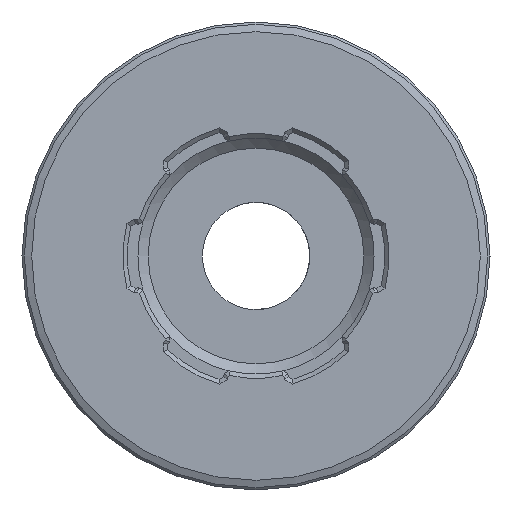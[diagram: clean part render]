
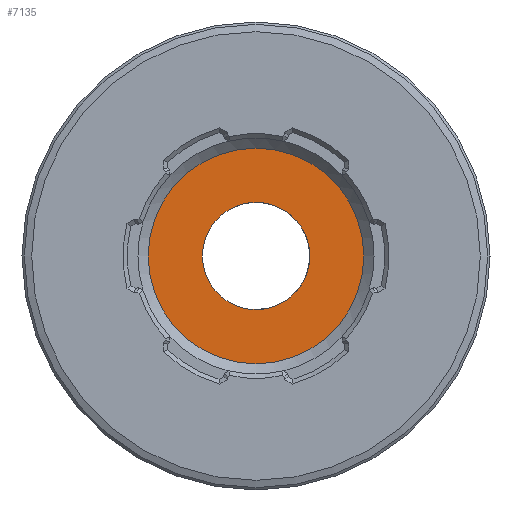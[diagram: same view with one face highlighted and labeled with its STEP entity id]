
A CAD part, left-side view. The second image highlights one B-rep face of the part: STEP entity #7135.
In plain terms, the highlighted planar face has unit normal (-1, 0, 0).
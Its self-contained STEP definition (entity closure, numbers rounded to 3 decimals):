
#4609 = CONICAL_SURFACE('',#4610,10.5,0.785);
#4610 = AXIS2_PLACEMENT_3D('',#4611,#4612,#4613);
#4611 = CARTESIAN_POINT('',(-26.45,128.508,15.848));
#4612 = DIRECTION('',(-1.,0.,0.));
#4613 = DIRECTION('',(0.,0.,1.));
#6832 = EDGE_CURVE('',#6833,#6833,#6835,.T.);
#6833 = VERTEX_POINT('',#6834);
#6834 = CARTESIAN_POINT('',(-26.,128.508,5.798));
#6835 = SURFACE_CURVE('',#6836,(#6841,#6848),.PCURVE_S1.);
#6836 = CIRCLE('',#6837,10.05);
#6837 = AXIS2_PLACEMENT_3D('',#6838,#6839,#6840);
#6838 = CARTESIAN_POINT('',(-26.,128.508,15.848));
#6839 = DIRECTION('',(-1.,0.,0.));
#6840 = DIRECTION('',(0.,0.,1.));
#6841 = PCURVE('',#4609,#6842);
#6842 = DEFINITIONAL_REPRESENTATION('',(#6843),#6847);
#6843 = LINE('',#6844,#6845);
#6844 = CARTESIAN_POINT('',(-6.283,-0.45));
#6845 = VECTOR('',#6846,1.);
#6846 = DIRECTION('',(1.,0.));
#6847 = ( GEOMETRIC_REPRESENTATION_CONTEXT(2) 
PARAMETRIC_REPRESENTATION_CONTEXT() REPRESENTATION_CONTEXT('2D SPACE',''
  ) );
#6848 = PCURVE('',#6849,#6854);
#6849 = PLANE('',#6850);
#6850 = AXIS2_PLACEMENT_3D('',#6851,#6852,#6853);
#6851 = CARTESIAN_POINT('',(-26.,128.5,15.85));
#6852 = DIRECTION('',(1.,0.,0.));
#6853 = DIRECTION('',(0.,0.,-1.));
#6854 = DEFINITIONAL_REPRESENTATION('',(#6855),#6863);
#6855 = ( BOUNDED_CURVE() B_SPLINE_CURVE(2,(#6856,#6857,#6858,#6859,
#6860,#6861,#6862),.UNSPECIFIED.,.T.,.F.) B_SPLINE_CURVE_WITH_KNOTS((1,2
    ,2,2,2,1),(-2.094,0.,2.094,4.189,
6.283,8.378),.UNSPECIFIED.) CURVE() 
GEOMETRIC_REPRESENTATION_ITEM() RATIONAL_B_SPLINE_CURVE((1.,0.5,1.,0.5,
1.,0.5,1.)) REPRESENTATION_ITEM('') );
#6856 = CARTESIAN_POINT('',(-10.048,0.008));
#6857 = CARTESIAN_POINT('',(-10.048,17.415));
#6858 = CARTESIAN_POINT('',(5.027,8.712));
#6859 = CARTESIAN_POINT('',(20.102,0.008));
#6860 = CARTESIAN_POINT('',(5.027,-8.696));
#6861 = CARTESIAN_POINT('',(-10.048,-17.399));
#6862 = CARTESIAN_POINT('',(-10.048,0.008));
#6863 = ( GEOMETRIC_REPRESENTATION_CONTEXT(2) 
PARAMETRIC_REPRESENTATION_CONTEXT() REPRESENTATION_CONTEXT('2D SPACE',''
  ) );
#7135 = ADVANCED_FACE('',(#7136,#7139),#6849,.F.);
#7136 = FACE_BOUND('',#7137,.F.);
#7137 = EDGE_LOOP('',(#7138));
#7138 = ORIENTED_EDGE('',*,*,#6832,.F.);
#7139 = FACE_BOUND('',#7140,.F.);
#7140 = EDGE_LOOP('',(#7141));
#7141 = ORIENTED_EDGE('',*,*,#7142,.F.);
#7142 = EDGE_CURVE('',#7143,#7143,#7145,.T.);
#7143 = VERTEX_POINT('',#7144);
#7144 = CARTESIAN_POINT('',(-26.,128.5,10.85));
#7145 = SURFACE_CURVE('',#7146,(#7151,#7158),.PCURVE_S1.);
#7146 = CIRCLE('',#7147,5.);
#7147 = AXIS2_PLACEMENT_3D('',#7148,#7149,#7150);
#7148 = CARTESIAN_POINT('',(-26.,128.5,15.85));
#7149 = DIRECTION('',(1.,-0.,0.));
#7150 = DIRECTION('',(0.,0.,-1.));
#7151 = PCURVE('',#6849,#7152);
#7152 = DEFINITIONAL_REPRESENTATION('',(#7153),#7157);
#7153 = CIRCLE('',#7154,5.);
#7154 = AXIS2_PLACEMENT_2D('',#7155,#7156);
#7155 = CARTESIAN_POINT('',(0.,0.));
#7156 = DIRECTION('',(1.,0.));
#7157 = ( GEOMETRIC_REPRESENTATION_CONTEXT(2) 
PARAMETRIC_REPRESENTATION_CONTEXT() REPRESENTATION_CONTEXT('2D SPACE',''
  ) );
#7158 = PCURVE('',#7159,#7164);
#7159 = CYLINDRICAL_SURFACE('',#7160,5.);
#7160 = AXIS2_PLACEMENT_3D('',#7161,#7162,#7163);
#7161 = CARTESIAN_POINT('',(-26.,128.5,15.85));
#7162 = DIRECTION('',(1.,0.,0.));
#7163 = DIRECTION('',(0.,0.,-1.));
#7164 = DEFINITIONAL_REPRESENTATION('',(#7165),#7169);
#7165 = LINE('',#7166,#7167);
#7166 = CARTESIAN_POINT('',(0.,0.));
#7167 = VECTOR('',#7168,1.);
#7168 = DIRECTION('',(1.,0.));
#7169 = ( GEOMETRIC_REPRESENTATION_CONTEXT(2) 
PARAMETRIC_REPRESENTATION_CONTEXT() REPRESENTATION_CONTEXT('2D SPACE',''
  ) );
